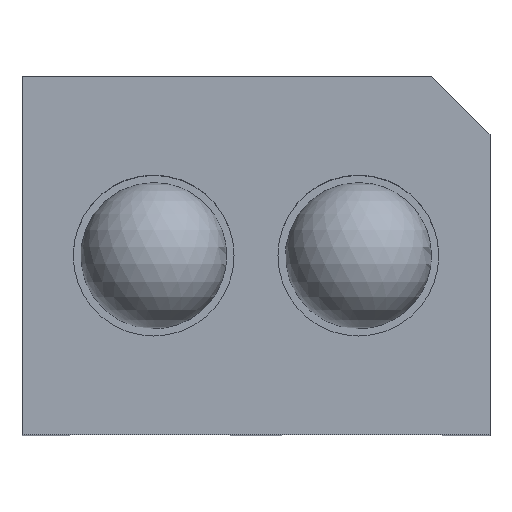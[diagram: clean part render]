
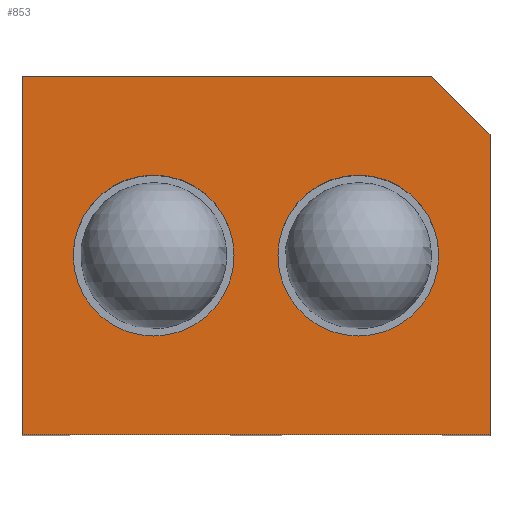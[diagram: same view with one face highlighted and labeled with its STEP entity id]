
A CAD part, top view. The second image highlights one B-rep face of the part: STEP entity #853.
In plain terms, the highlighted planar face has unit normal (0, 0, 1).
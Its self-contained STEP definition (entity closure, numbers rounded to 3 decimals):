
#17=FACE_BOUND('',#363,.T.);
#18=FACE_BOUND('',#364,.T.);
#88=LINE('',#1323,#198);
#96=LINE('',#1337,#206);
#98=LINE('',#1341,#208);
#101=LINE('',#1346,#211);
#108=LINE('',#1358,#218);
#198=VECTOR('',#1066,1000.);
#206=VECTOR('',#1076,1000.);
#208=VECTOR('',#1080,1000.);
#211=VECTOR('',#1085,1000.);
#218=VECTOR('',#1094,1000.);
#259=PLANE('',#923);
#310=FACE_OUTER_BOUND('',#362,.T.);
#362=EDGE_LOOP('',(#723,#724,#725,#726,#727));
#363=EDGE_LOOP('',(#728));
#364=EDGE_LOOP('',(#729));
#393=CIRCLE('',#913,1.1);
#395=CIRCLE('',#916,1.1);
#429=VERTEX_POINT('',#1257);
#431=VERTEX_POINT('',#1263);
#456=VERTEX_POINT('',#1320);
#457=VERTEX_POINT('',#1322);
#462=VERTEX_POINT('',#1336);
#463=VERTEX_POINT('',#1340);
#464=VERTEX_POINT('',#1344);
#516=EDGE_CURVE('',#429,#429,#393,.T.);
#519=EDGE_CURVE('',#431,#431,#395,.T.);
#549=EDGE_CURVE('',#457,#456,#88,.T.);
#557=EDGE_CURVE('',#462,#457,#96,.T.);
#559=EDGE_CURVE('',#463,#462,#98,.T.);
#562=EDGE_CURVE('',#456,#464,#101,.T.);
#569=EDGE_CURVE('',#464,#463,#108,.T.);
#723=ORIENTED_EDGE('',*,*,#559,.T.);
#724=ORIENTED_EDGE('',*,*,#557,.T.);
#725=ORIENTED_EDGE('',*,*,#549,.T.);
#726=ORIENTED_EDGE('',*,*,#562,.T.);
#727=ORIENTED_EDGE('',*,*,#569,.T.);
#728=ORIENTED_EDGE('',*,*,#516,.F.);
#729=ORIENTED_EDGE('',*,*,#519,.F.);
#853=ADVANCED_FACE('',(#310,#17,#18),#259,.T.);
#913=AXIS2_PLACEMENT_3D('',#1259,#1024,#1025);
#916=AXIS2_PLACEMENT_3D('',#1265,#1031,#1032);
#923=AXIS2_PLACEMENT_3D('',#1359,#1095,#1096);
#1024=DIRECTION('center_axis',(0.,0.,1.));
#1025=DIRECTION('ref_axis',(1.,0.,0.));
#1031=DIRECTION('center_axis',(0.,0.,1.));
#1032=DIRECTION('ref_axis',(1.,0.,0.));
#1066=DIRECTION('',(-1.,0.,0.));
#1076=DIRECTION('',(-0.707,0.707,0.));
#1080=DIRECTION('',(0.,1.,0.));
#1085=DIRECTION('',(0.,-1.,0.));
#1094=DIRECTION('',(1.,0.,0.));
#1095=DIRECTION('center_axis',(0.,0.,1.));
#1096=DIRECTION('ref_axis',(1.,0.,0.));
#1257=CARTESIAN_POINT('',(-2.5,0.,6.5));
#1259=CARTESIAN_POINT('Origin',(-1.4,0.,6.5));
#1263=CARTESIAN_POINT('',(0.3,0.,6.5));
#1265=CARTESIAN_POINT('Origin',(1.4,0.,6.5));
#1320=CARTESIAN_POINT('',(-3.2,2.45,6.5));
#1322=CARTESIAN_POINT('',(2.4,2.45,6.5));
#1323=CARTESIAN_POINT('',(-3.2,2.45,6.5));
#1336=CARTESIAN_POINT('',(3.2,1.65,6.5));
#1337=CARTESIAN_POINT('',(2.425,2.425,6.5));
#1340=CARTESIAN_POINT('',(3.2,-2.45,6.5));
#1341=CARTESIAN_POINT('',(3.2,2.45,6.5));
#1344=CARTESIAN_POINT('',(-3.2,-2.45,6.5));
#1346=CARTESIAN_POINT('',(-3.2,2.45,6.5));
#1358=CARTESIAN_POINT('',(-3.2,-2.45,6.5));
#1359=CARTESIAN_POINT('Origin',(0.,0.,6.5));
